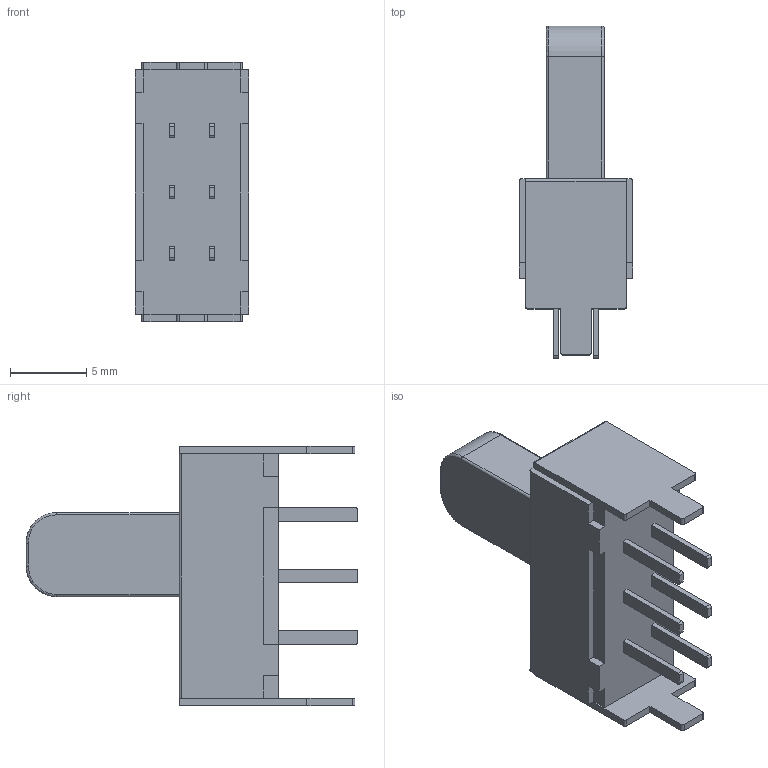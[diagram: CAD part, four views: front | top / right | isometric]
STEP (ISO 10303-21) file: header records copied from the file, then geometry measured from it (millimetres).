
FILE_DESCRIPTION (( 'STEP AP214' ), '1' );
FILE_NAME ('User Library-ss22f07g10-g.STEP', '2017-05-03T15:50:44', ( 'Windows User' ), ( '' ), 'SwSTEP 2.0', 'SolidWorks 2017', '' );
FILE_SCHEMA (( 'AUTOMOTIVE_DESIGN' ));
Length unit declared in the file: millimetre
Products named in the file (1): User Library-ss22f07g10-g
Bounding box: 7.4 x 21.7 x 17 mm (x, y, z)
Volume: 1016.4 mm3; surface area: 948.3 mm2
Topology: 1 solids, 1 shells, 122 faces, 324 edges, 212 vertices
Faces by surface type: plane 86, cylinder 32, bspline 4
Entity records: 4137 total; most frequent: CARTESIAN_POINT 755, ORIENTED_EDGE 648, DIRECTION 622, EDGE_CURVE 324, VECTOR 256, LINE 256, VERTEX_POINT 212, AXIS2_PLACEMENT_3D 183
